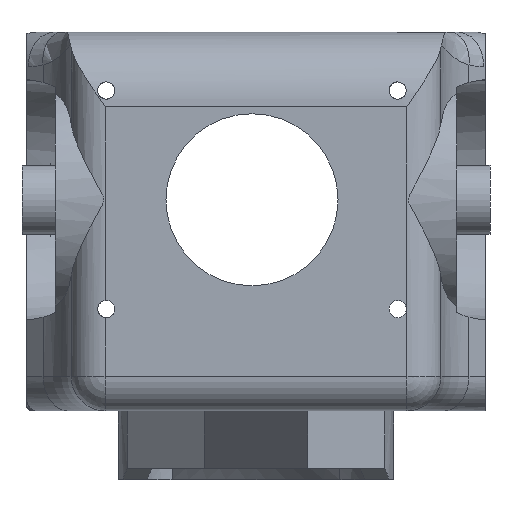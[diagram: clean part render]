
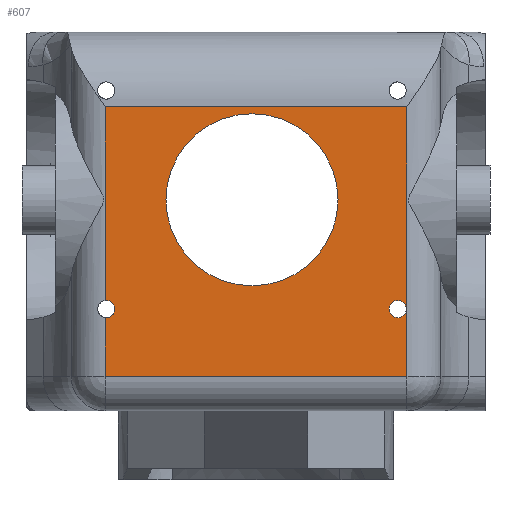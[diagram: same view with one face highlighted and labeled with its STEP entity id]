
A CAD part, left-side view. The second image highlights one B-rep face of the part: STEP entity #607.
In plain terms, the highlighted planar face has unit normal (-1, 0, 0).
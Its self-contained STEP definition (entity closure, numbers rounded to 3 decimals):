
#166=FACE_BOUND('',#1158,.T.);
#167=FACE_BOUND('',#1159,.T.);
#168=FACE_BOUND('',#1160,.T.);
#310=CIRCLE('',#3920,7.5);
#313=CIRCLE('',#3925,0.75);
#315=CIRCLE('',#3928,0.75);
#607=ADVANCED_FACE('',(#166,#167,#168),#748,.T.);
#748=PLANE('',#4204);
#1158=EDGE_LOOP('',(#2146));
#1159=EDGE_LOOP('',(#2147,#2148,#2149,#2150,#2151,#2152));
#1160=EDGE_LOOP('',(#2153));
#2146=ORIENTED_EDGE('',*,*,#2762,.T.);
#2147=ORIENTED_EDGE('',*,*,#3163,.T.);
#2148=ORIENTED_EDGE('',*,*,#3164,.T.);
#2149=ORIENTED_EDGE('',*,*,#2759,.T.);
#2150=ORIENTED_EDGE('',*,*,#3165,.T.);
#2151=ORIENTED_EDGE('',*,*,#3166,.T.);
#2152=ORIENTED_EDGE('',*,*,#3167,.T.);
#2153=ORIENTED_EDGE('',*,*,#2755,.T.);
#2390=VERTEX_POINT('',#5548);
#2394=VERTEX_POINT('',#5615);
#2395=VERTEX_POINT('',#5616);
#2397=VERTEX_POINT('',#5649);
#2640=VERTEX_POINT('',#6800);
#2641=VERTEX_POINT('',#6801);
#2642=VERTEX_POINT('',#6804);
#2643=VERTEX_POINT('',#6806);
#2755=EDGE_CURVE('',#2390,#2390,#310,.T.);
#2759=EDGE_CURVE('',#2394,#2395,#313,.T.);
#2762=EDGE_CURVE('',#2397,#2397,#315,.T.);
#3163=EDGE_CURVE('',#2640,#2641,#3540,.T.);
#3164=EDGE_CURVE('',#2641,#2394,#3541,.T.);
#3165=EDGE_CURVE('',#2395,#2642,#3542,.T.);
#3166=EDGE_CURVE('',#2642,#2643,#3543,.T.);
#3167=EDGE_CURVE('',#2643,#2640,#3544,.T.);
#3540=LINE('',#6799,#3881);
#3541=LINE('',#6802,#3882);
#3542=LINE('',#6803,#3883);
#3543=LINE('',#6805,#3884);
#3544=LINE('',#6807,#3885);
#3881=VECTOR('',#5205,1.);
#3882=VECTOR('',#5206,1.);
#3883=VECTOR('',#5207,1.);
#3884=VECTOR('',#5208,1.);
#3885=VECTOR('',#5209,1.);
#3920=AXIS2_PLACEMENT_3D('',#5547,#4379,#4380);
#3925=AXIS2_PLACEMENT_3D('',#5614,#4389,#4390);
#3928=AXIS2_PLACEMENT_3D('',#5648,#4395,#4396);
#4204=AXIS2_PLACEMENT_3D('',#6808,#5210,#5211);
#4379=DIRECTION('',(1.,0.,0.));
#4380=DIRECTION('',(0.,0.,1.));
#4389=DIRECTION('',(1.,0.,0.));
#4390=DIRECTION('',(0.,0.,1.));
#4395=DIRECTION('',(1.,0.,0.));
#4396=DIRECTION('',(0.,0.,1.));
#5205=DIRECTION('',(0.,1.,0.));
#5206=DIRECTION('',(0.,0.,-1.));
#5207=DIRECTION('',(0.,0.,-1.));
#5208=DIRECTION('',(0.,-1.,0.));
#5209=DIRECTION('',(0.,0.,1.));
#5210=DIRECTION('',(-1.,0.,0.));
#5211=DIRECTION('',(0.,0.,1.));
#5547=CARTESIAN_POINT('',(-30.2,0.35,23.4));
#5548=CARTESIAN_POINT('',(-30.2,0.35,30.9));
#5614=CARTESIAN_POINT('',(-30.2,13.05,13.875));
#5615=CARTESIAN_POINT('',(-30.2,13.158,14.617));
#5616=CARTESIAN_POINT('',(-30.2,13.158,13.133));
#5648=CARTESIAN_POINT('',(-30.2,-12.35,13.875));
#5649=CARTESIAN_POINT('',(-30.2,-12.35,14.625));
#6799=CARTESIAN_POINT('',(-30.2,0.,31.5));
#6800=CARTESIAN_POINT('',(-30.2,-13.158,31.5));
#6801=CARTESIAN_POINT('',(-30.2,13.158,31.5));
#6802=CARTESIAN_POINT('',(-30.2,13.158,5.));
#6803=CARTESIAN_POINT('',(-30.2,13.158,5.));
#6804=CARTESIAN_POINT('',(-30.2,13.158,8.));
#6805=CARTESIAN_POINT('',(-30.2,-13.,8.));
#6806=CARTESIAN_POINT('',(-30.2,-13.158,8.));
#6807=CARTESIAN_POINT('',(-30.2,-13.158,23.4));
#6808=CARTESIAN_POINT('',(-30.2,0.,23.));
